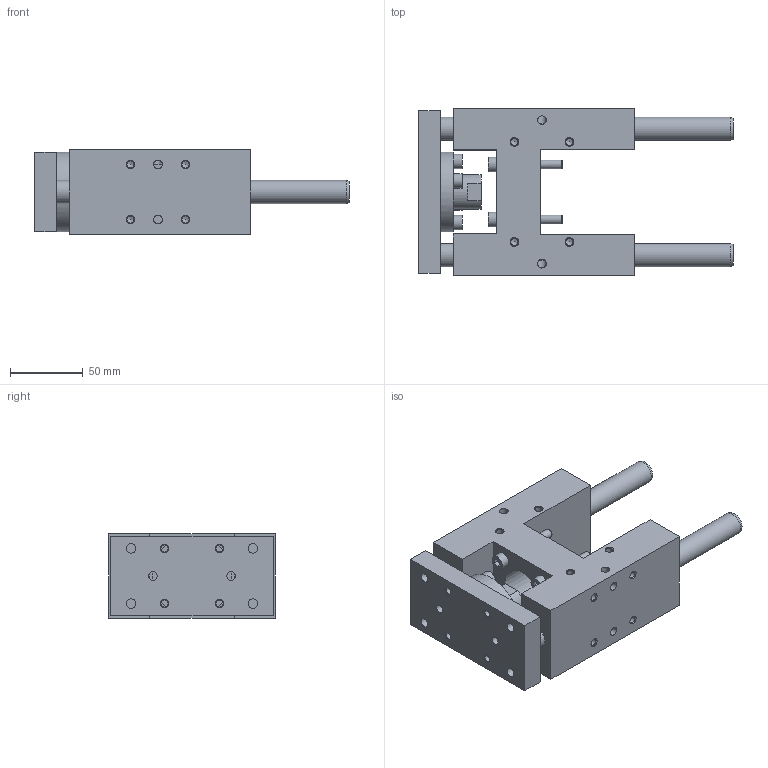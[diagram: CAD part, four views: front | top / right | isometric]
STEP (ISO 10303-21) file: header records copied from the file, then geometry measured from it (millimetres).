
FILE_DESCRIPTION( ( 'STEP AP203' ), '1' );
FILE_NAME( '3251_30.step', '2003-09-03T06:46:19', ( ' ' ), ( ' ' ), 'XStep 1.0', ' ', ' ' );
FILE_SCHEMA( ( 'CONFIG_CONTROL_DESIGN' ) );
Length unit declared in the file: metre
Products named in the file (2): 1; 2
Bounding box: 217 x 115 x 58 mm (x, y, z)
Volume: 626848.2 mm3; surface area: 129589.1 mm2
Topology: 2 solids, 7 shells, 304 faces, 696 edges, 455 vertices
Faces by surface type: plane 153, cylinder 106, cone 45
Full cylindrical faces by diameter (mm): 4.918 x32, 6 x24, 6.2 x12, 6.5 x8, 6.6 x4, 10 x8, 10.647 x2, 11 x4, 16 x4, 24 x1, 26 x1, 34 x1, 35 x1, 37 x1, 55 x1
Entity records: 7581 total; most frequent: CARTESIAN_POINT 1426, DIRECTION 1318, ORIENTED_EDGE 934, AXIS2_PLACEMENT_3D 555, EDGE_LOOP 540, EDGE_CURVE 467, FACE_OUTER_BOUND 406, VERTEX_POINT 391
